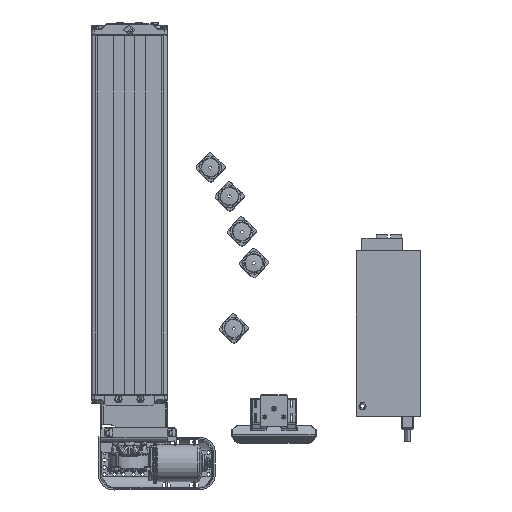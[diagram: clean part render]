
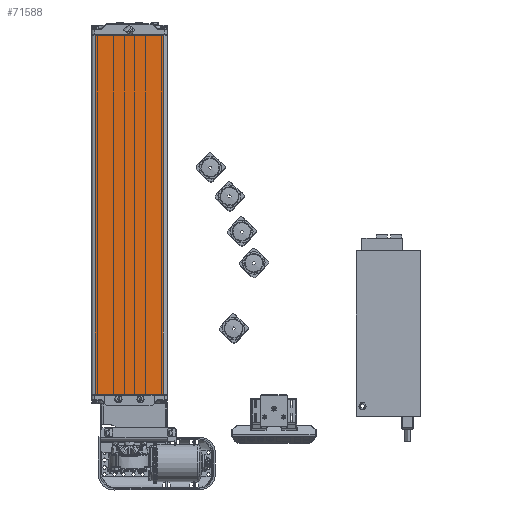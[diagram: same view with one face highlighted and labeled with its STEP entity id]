
A CAD part, top view. The second image highlights one B-rep face of the part: STEP entity #71588.
In plain terms, the highlighted planar face has unit normal (0, 0, 1).
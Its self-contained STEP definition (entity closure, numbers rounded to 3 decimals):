
#7759=PLANE('',#76640);
#8905=FACE_OUTER_BOUND('',#13137,.T.);
#13137=EDGE_LOOP('',(#48387,#48388,#48389,#48390));
#17781=LINE('',#104977,#22052);
#17782=LINE('',#104979,#22053);
#17783=LINE('',#104981,#22054);
#17784=LINE('',#104982,#22055);
#22052=VECTOR('',#84706,569.5);
#22053=VECTOR('',#84707,108.);
#22054=VECTOR('',#84708,569.5);
#22055=VECTOR('',#84709,108.);
#30425=VERTEX_POINT('',#104975);
#30426=VERTEX_POINT('',#104976);
#30427=VERTEX_POINT('',#104978);
#30428=VERTEX_POINT('',#104980);
#37390=EDGE_CURVE('',#30425,#30426,#17781,.F.);
#37391=EDGE_CURVE('',#30426,#30427,#17782,.T.);
#37392=EDGE_CURVE('',#30427,#30428,#17783,.T.);
#37393=EDGE_CURVE('',#30428,#30425,#17784,.F.);
#48387=ORIENTED_EDGE('',*,*,#37390,.T.);
#48388=ORIENTED_EDGE('',*,*,#37391,.T.);
#48389=ORIENTED_EDGE('',*,*,#37392,.T.);
#48390=ORIENTED_EDGE('',*,*,#37393,.T.);
#71588=ADVANCED_FACE('',(#8905),#7759,.T.);
#76640=AXIS2_PLACEMENT_3D('',#104974,#84704,#84705);
#84704=DIRECTION('center_axis',(0.,0.,1.));
#84705=DIRECTION('ref_axis',(1.,0.,0.));
#84706=DIRECTION('',(0.,-1.,0.));
#84707=DIRECTION('',(-1.,0.,0.));
#84708=DIRECTION('',(0.,-1.,0.));
#84709=DIRECTION('',(-1.,0.,0.));
#104974=CARTESIAN_POINT('Origin',(60.,570.5,30.));
#104975=CARTESIAN_POINT('',(54.,0.5,30.));
#104976=CARTESIAN_POINT('',(54.,570.,30.));
#104977=CARTESIAN_POINT('',(54.,570.,30.));
#104978=CARTESIAN_POINT('',(-54.,570.,30.));
#104979=CARTESIAN_POINT('',(54.,570.,30.));
#104980=CARTESIAN_POINT('',(-54.,0.5,30.));
#104981=CARTESIAN_POINT('',(-54.,570.,30.));
#104982=CARTESIAN_POINT('',(54.,0.5,30.));
